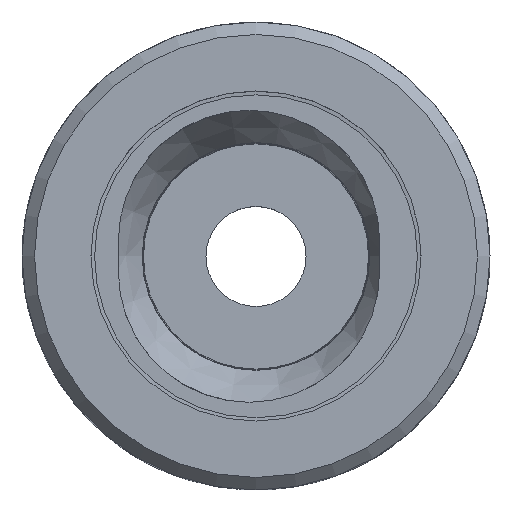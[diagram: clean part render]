
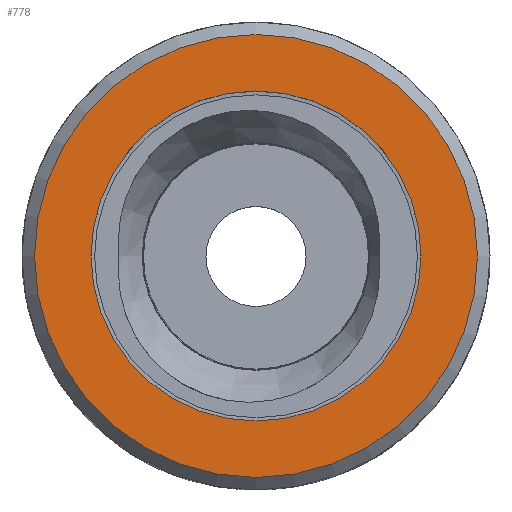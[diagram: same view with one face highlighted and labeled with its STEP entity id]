
A CAD part, top view. The second image highlights one B-rep face of the part: STEP entity #778.
In plain terms, the highlighted planar face has unit normal (0, 0, 1).
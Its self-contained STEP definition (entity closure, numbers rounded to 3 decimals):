
#104=ORIENTED_EDGE('',*,*,#244,.T.);
#105=ORIENTED_EDGE('',*,*,#245,.F.);
#244=EDGE_CURVE('',#314,#314,#366,.T.);
#245=EDGE_CURVE('',#315,#315,#367,.T.);
#314=VERTEX_POINT('',#1070);
#315=VERTEX_POINT('',#1072);
#366=CIRCLE('',#822,6.594);
#367=CIRCLE('',#823,8.85);
#396=EDGE_LOOP('',(#104));
#397=EDGE_LOOP('',(#105));
#450=FACE_BOUND('',#396,.T.);
#451=FACE_BOUND('',#397,.T.);
#503=PLANE('',#821);
#778=ADVANCED_FACE('',(#450,#451),#503,.F.);
#821=AXIS2_PLACEMENT_3D('',#1068,#898,#899);
#822=AXIS2_PLACEMENT_3D('',#1069,#900,#901);
#823=AXIS2_PLACEMENT_3D('',#1071,#902,#903);
#898=DIRECTION('',(0.,0.,-1.));
#899=DIRECTION('',(-1.,0.,0.));
#900=DIRECTION('',(0.,0.,-1.));
#901=DIRECTION('',(1.,0.,0.));
#902=DIRECTION('',(0.,0.,-1.));
#903=DIRECTION('',(-1.,0.,0.));
#1068=CARTESIAN_POINT('',(9.35,0.,14.6));
#1069=CARTESIAN_POINT('',(0.,0.,14.6));
#1070=CARTESIAN_POINT('',(6.594,0.,14.6));
#1071=CARTESIAN_POINT('',(0.,0.,14.6));
#1072=CARTESIAN_POINT('',(-8.85,0.,14.6));
